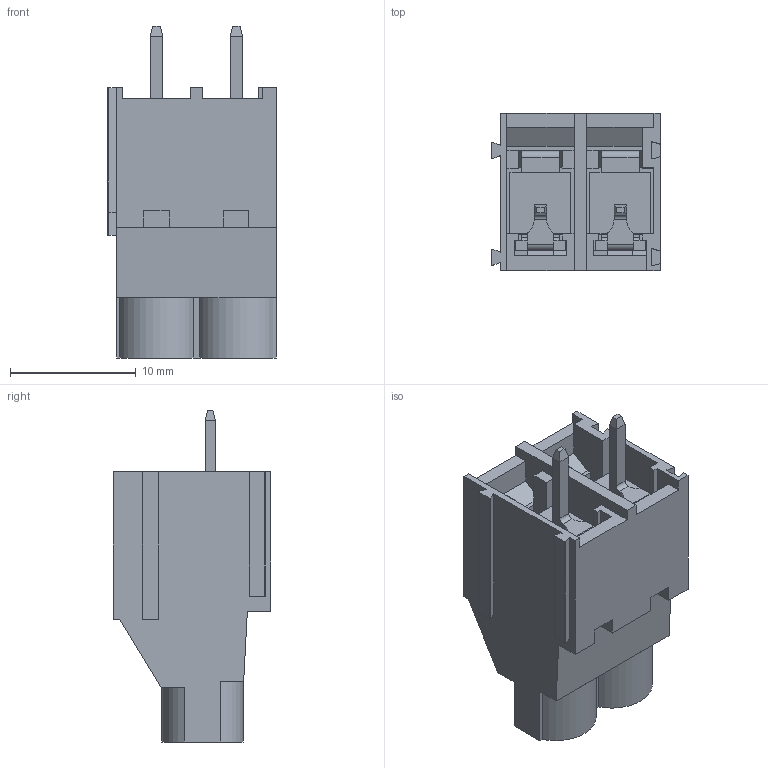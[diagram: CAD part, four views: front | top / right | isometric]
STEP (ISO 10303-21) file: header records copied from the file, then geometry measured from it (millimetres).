
FILE_DESCRIPTION((''),'2;1');
FILE_NAME('FTB63501-F02B2GNB_ASM','2024-03-07T',('工程三'),(''),'PRO/ENGINEER BY PARAMETRIC TECHNOLOGY CORPORATION, 2010280','PRO/ENGINEER BY PARAMETRIC TECHNOLOGY CORPORATION, 2010280','');
FILE_SCHEMA(('CONFIG_CONTROL_DESIGN'));
Length unit declared in the file: millimetre
Products named in the file (5): FTB63501-BASE-2P; PIN; CAGE; SC3_5; FTB63501-F02B2GNB_ASM
Assembly tree (7 placements, depth 2):
  FTB63501-F02B2GNB_ASM
    FTB63501-BASE-2P
    PIN  x2
    CAGE  x2
    SC3_5  x2
Bounding box: 13.4 x 12.5 x 26.4 mm (x, y, z)
Volume: 1527.7 mm3; surface area: 3600 mm2
Topology: 7 solids, 7 shells, 507 faces, 1408 edges, 923 vertices
Faces by surface type: plane 317, cylinder 98, bspline 68, cone 12, extrusion 8, torus 4
Entity records: 15647 total; most frequent: CARTESIAN_POINT 6060, ORIENTED_EDGE 2102, DIRECTION 1753, EDGE_CURVE 1051, VECTOR 807, LINE 799, VERTEX_POINT 689, AXIS2_PLACEMENT_3D 473
